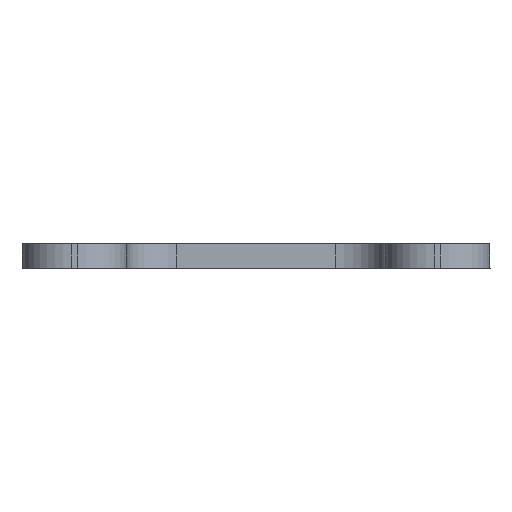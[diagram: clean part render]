
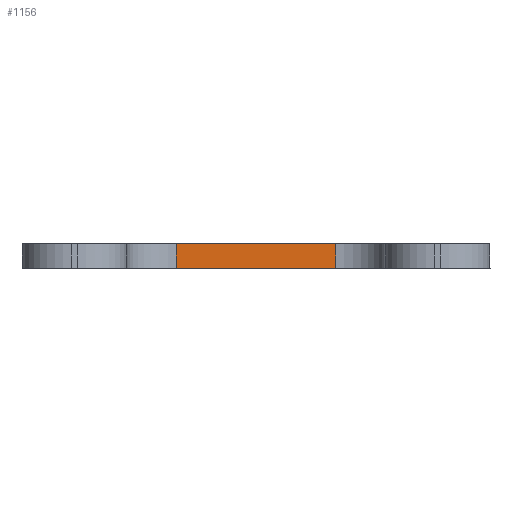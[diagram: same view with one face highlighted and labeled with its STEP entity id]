
A CAD part, front view. The second image highlights one B-rep face of the part: STEP entity #1156.
In plain terms, the highlighted planar face has unit normal (0, -1, 0).
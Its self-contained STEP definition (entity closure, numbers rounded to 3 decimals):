
#63=PLANE('',#1256);
#106=FACE_OUTER_BOUND('',#164,.T.);
#164=EDGE_LOOP('',(#873,#874,#875,#876));
#253=LINE('',#1855,#357);
#273=LINE('',#1915,#377);
#274=LINE('',#1917,#378);
#275=LINE('',#1918,#379);
#357=VECTOR('',#1415,10.);
#377=VECTOR('',#1477,10.);
#378=VECTOR('',#1478,10.);
#379=VECTOR('',#1479,10.);
#529=VERTEX_POINT('',#1851);
#530=VERTEX_POINT('',#1853);
#549=VERTEX_POINT('',#1914);
#550=VERTEX_POINT('',#1916);
#653=EDGE_CURVE('',#529,#530,#253,.T.);
#683=EDGE_CURVE('',#530,#549,#273,.T.);
#684=EDGE_CURVE('',#550,#549,#274,.T.);
#685=EDGE_CURVE('',#550,#529,#275,.T.);
#873=ORIENTED_EDGE('',*,*,#683,.T.);
#874=ORIENTED_EDGE('',*,*,#684,.F.);
#875=ORIENTED_EDGE('',*,*,#685,.T.);
#876=ORIENTED_EDGE('',*,*,#653,.T.);
#1156=ADVANCED_FACE('',(#106),#63,.F.);
#1256=AXIS2_PLACEMENT_3D('',#1913,#1475,#1476);
#1415=DIRECTION('',(0.,0.,-1.));
#1475=DIRECTION('center_axis',(0.,1.,0.));
#1476=DIRECTION('ref_axis',(1.,0.,0.));
#1477=DIRECTION('',(1.,0.,0.));
#1478=DIRECTION('',(0.,0.,-1.));
#1479=DIRECTION('',(-1.,0.,0.));
#1851=CARTESIAN_POINT('',(-6.5,-33.,27.));
#1853=CARTESIAN_POINT('',(-6.5,-33.,25.));
#1855=CARTESIAN_POINT('',(-6.5,-33.,27.));
#1913=CARTESIAN_POINT('Origin',(-10.5,-33.,27.));
#1914=CARTESIAN_POINT('',(6.5,-33.,25.));
#1915=CARTESIAN_POINT('',(11.85,-33.,25.));
#1916=CARTESIAN_POINT('',(6.5,-33.,27.));
#1917=CARTESIAN_POINT('',(6.5,-33.,27.));
#1918=CARTESIAN_POINT('',(11.85,-33.,27.));
